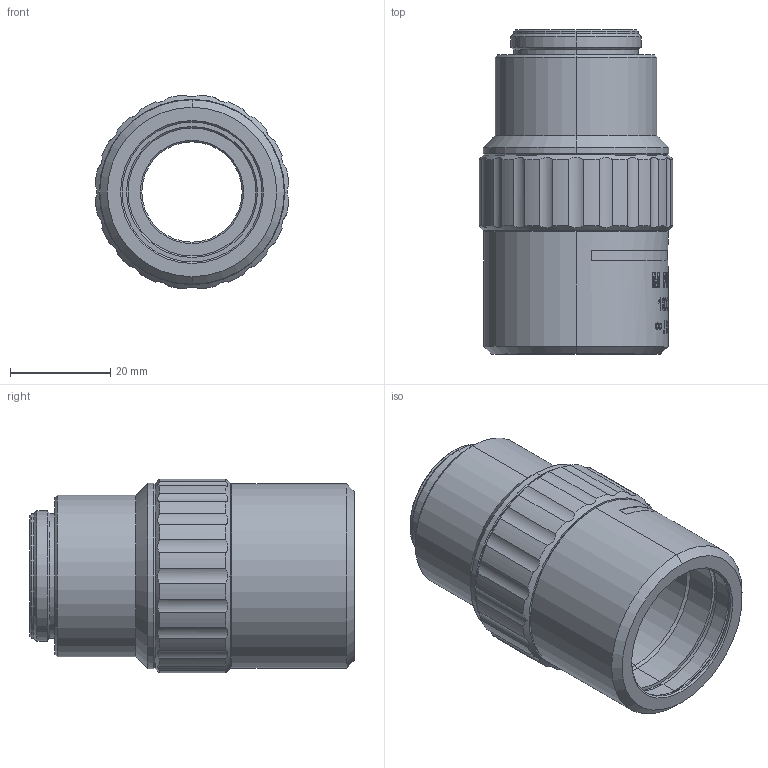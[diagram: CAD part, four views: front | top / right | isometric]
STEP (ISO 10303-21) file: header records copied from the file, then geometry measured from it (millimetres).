
FILE_DESCRIPTION (( 'STEP AP214' ), '1' );
FILE_NAME ('690096.STEP', '2025-06-18T08:54:07', ( '' ), ( '' ), 'SwSTEP 2.0', 'SolidWorks 2020', '' );
FILE_SCHEMA (( 'AUTOMOTIVE_DESIGN' ));
Length unit declared in the file: millimetre
Products named in the file (4): 俋杶.stp; 装饰圈.stp; 690096; 昜噩褲.stp
Assembly tree (3 placements, depth 2):
  690096
    俋杶.stp
    昜噩褲.stp
    装饰圈.stp
Bounding box: 38.7 x 64.7 x 38.7 mm (x, y, z)
Volume: 21259.1 mm3; surface area: 23693.1 mm2
Topology: 3 solids, 3 shells, 482 faces, 1218 edges, 794 vertices
Faces by surface type: bspline 201, cylinder 122, plane 109, cone 50
Entity records: 19890 total; most frequent: CARTESIAN_POINT 8959, ORIENTED_EDGE 2436, DIRECTION 1620, EDGE_CURVE 1218, VERTEX_POINT 794, AXIS2_PLACEMENT_3D 561, EDGE_LOOP 540, VECTOR 498
